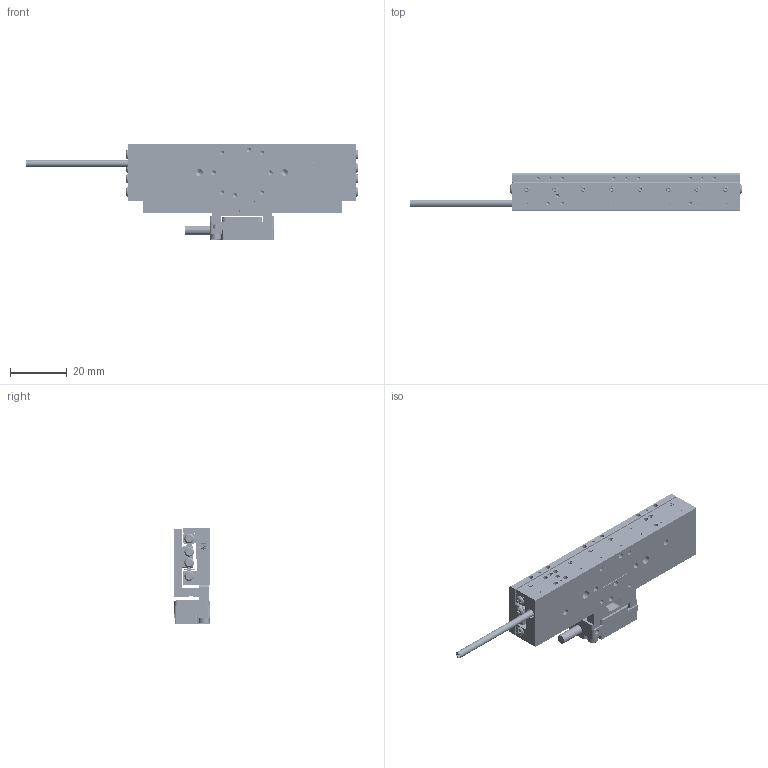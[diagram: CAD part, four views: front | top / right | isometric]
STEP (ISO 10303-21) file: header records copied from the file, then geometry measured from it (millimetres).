
FILE_DESCRIPTION (( 'STEP AP214' ), '1' );
FILE_NAME ('PPS-20-153X9.STEP', '2023-08-07T23:17:24', ( '' ), ( '' ), 'SwSTEP 2.0', 'SolidWorks 2023', '' );
FILE_SCHEMA (( 'AUTOMOTIVE_DESIGN' ));
Length unit declared in the file: millimetre
Products named in the file (18): 430414 PPS-20 & 28, Encoder Bracket, MII; PPS-20, Back Cover, Master Part; SCREW, SHCS-S, M-DIN_M2 x 0.4 x 06mm; NB Slide Way SVW 1000 Center Way_SVW 1080; TFC-421 Silver Braided Cable_L70; Dowel Pin, M-DIN_M01 x 004; 110124 Encoder Head, MII 6000V, Vacuum; Set Screw, Cup-H, E-ASME_E1-72 x 1''16; PPS-20-153X9; SCREW, MS-PPH, M-JCIS_M1.6 x 0.35 x 4mm; SCREW, MS-PFH, M-DIN_M2 x 0.4 x 05mm; PPS-20, Scale Bracket, MII, Master Part_70mm; PPS-20, Carriage, Master Part_80mm; SCREW, SHCS-S, M-DIN_M1.6 x 0.35 x 05mm; NB Slide Way SVW 1000 Rail_SVW 1080; PPS-20, Base, Master Part_L80, No Ears; NB Slide Way SVW 1000 Cage_SVW 1080-22Z Custom; 130160 Bearing, NB, Slide Way, SVW 1000_SVW 1080-22Z Custom (Rigid at Center)
Assembly tree (54 placements, depth 3):
  PPS-20-153X9
    PPS-20, Base, Master Part_L80, No Ears
    PPS-20, Back Cover, Master Part
    TFC-421 Silver Braided Cable_L70
    PPS-20, Carriage, Master Part_80mm
    SCREW, MS-PFH, M-DIN_M2 x 0.4 x 05mm  x8
    130160 Bearing, NB, Slide Way, SVW 1000_SVW 1080-22Z Custom (Rigid at Center)
      NB Slide Way SVW 1000 Rail_SVW 1080  x2
      NB Slide Way SVW 1000 Center Way_SVW 1080
      NB Slide Way SVW 1000 Cage_SVW 1080-22Z Custom  x2
    Set Screw, Cup-H, E-ASME_E1-72 x 1''16  x8
    SCREW, MS-PPH, M-JCIS_M1.6 x 0.35 x 4mm  x19
    110124 Encoder Head, MII 6000V, Vacuum
    430414 PPS-20 & 28, Encoder Bracket, MII
    PPS-20, Scale Bracket, MII, Master Part_70mm
    SCREW, SHCS-S, M-DIN_M1.6 x 0.35 x 05mm  x2
    SCREW, SHCS-S, M-DIN_M2 x 0.4 x 06mm  x2
    Dowel Pin, M-DIN_M01 x 004  x2
Bounding box: 116.8 x 13 x 33.6 mm (x, y, z)
Volume: 20907.1 mm3; surface area: 27196.5 mm2
Topology: 71 solids, 71 shells, 2922 faces, 7180 edges, 4401 vertices
Faces by surface type: plane 1192, cylinder 906, cone 654, torus 146, bspline 24
Entity records: 86131 total; most frequent: CARTESIAN_POINT 48777, DIRECTION 7917, ORIENTED_EDGE 7344, EDGE_CURVE 3672, AXIS2_PLACEMENT_3D 2997, VERTEX_POINT 2333, VECTOR 1923, LINE 1923
